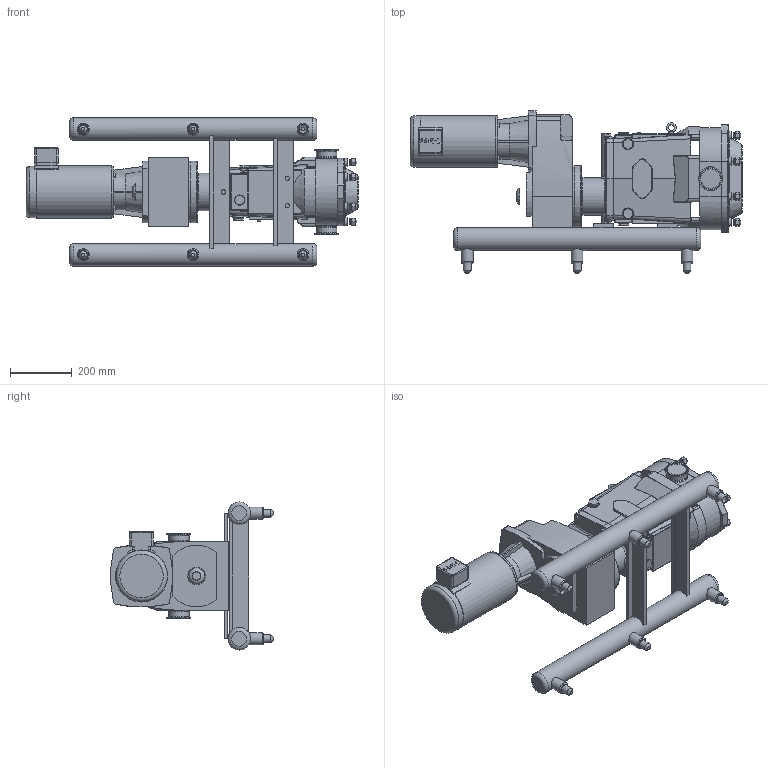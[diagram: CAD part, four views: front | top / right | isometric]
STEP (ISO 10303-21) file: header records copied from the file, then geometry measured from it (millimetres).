
FILE_DESCRIPTION(/* description */ (''),/* implementation_level */ '2;1');
FILE_NAME(/* name */ 'U2_060U2_145TC_2.5x2.5_S-Line_1.5HP_SM.stp',/* time_stamp */ '2020-10-20T15:40:42+05:00',/* author */ ('trtmhr'),/* organization */ (''),/* preprocessor_version */ 'ST-DEVELOPER v17',/* originating_system */ 'Autodesk Inventor 2018',/* authorisation */ '');
FILE_SCHEMA (('AUTOMOTIVE_DESIGN { 1 0 10303 214 3 1 1 }'));
Length unit declared in the file: inch
Products named in the file (1): U2_060U2_145TC_2.5x2.5_S-Line_1.5HP_SM
Bounding box: 1074.29 x 524.67 x 479.43 mm (x, y, z)
Volume: 49464615.4 mm3; surface area: 1862620.9 mm2
Topology: 4 solids, 4 shells, 1033 faces, 2668 edges, 1708 vertices
Faces by surface type: plane 464, cylinder 279, bspline 124, torus 95, cone 45, sphere 26
Full cylindrical faces by diameter (mm): 5.08 x1, 12.395 x5, 12.7 x4, 14.3 x3, 19.05 x8, 25.4 x14, 33.02 x1, 35.052 x2, 38.1 x6, 63.5 x2, 65.761 x2, 65.786 x2, 66.777 x2, 77.495 x2, 120.65 x1, 165.989 x1, 166.116 x1, 168.402 x1, 200 x1, 200.152 x1
Entity records: 35874 total; most frequent: CARTESIAN_POINT 10506, ORIENTED_EDGE 5312, DIRECTION 5269, EDGE_CURVE 2656, AXIS2_PLACEMENT_3D 1965, VERTEX_POINT 1708, LINE 1339, VECTOR 1339
